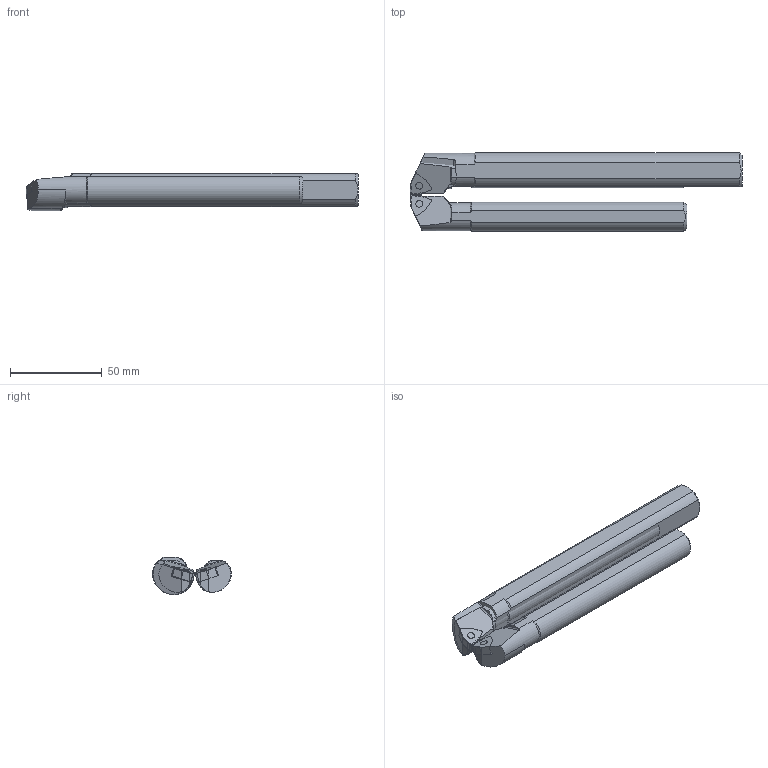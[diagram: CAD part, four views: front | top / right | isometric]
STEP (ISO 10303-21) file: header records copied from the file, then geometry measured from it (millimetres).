
FILE_DESCRIPTION(/* description */ (''),/* implementation_level */ '2;1');
FILE_NAME(/* name */ 'A16MPWLNL0604_SIM.stp',/* time_stamp */ '2022-11-24T10:27:57+01:00',/* author */ (''),/* organization */ (''),/* preprocessor_version */ 'ST-DEVELOPER v18.102',/* originating_system */ 'SIEMENS PLM Software NX 2027',/* authorisation */ '');
FILE_SCHEMA (('AUTOMOTIVE_DESIGN { 1 0 10303 214 3 1 1 1 }'));
Length unit declared in the file: millimetre
Products named in the file (1): model1
Bounding box: 180.62 x 42.88 x 20.2 mm (x, y, z)
Volume: 109841.9 mm3; surface area: 28323.3 mm2
Topology: 6 solids, 6 shells, 110 faces, 293 edges, 195 vertices
Faces by surface type: plane 53, cylinder 32, cone 19, torus 6
Full cylindrical faces by diameter (mm): 3.81 x3
Entity records: 3707 total; most frequent: CARTESIAN_POINT 940, ORIENTED_EDGE 572, DIRECTION 552, EDGE_CURVE 286, AXIS2_PLACEMENT_3D 212, VERTEX_POINT 193, LINE 128, VECTOR 128
